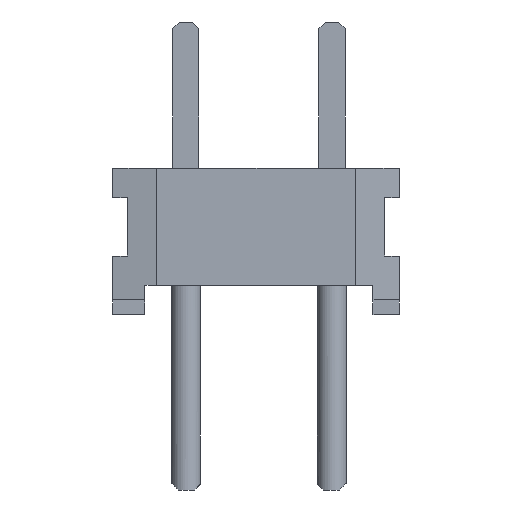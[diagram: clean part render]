
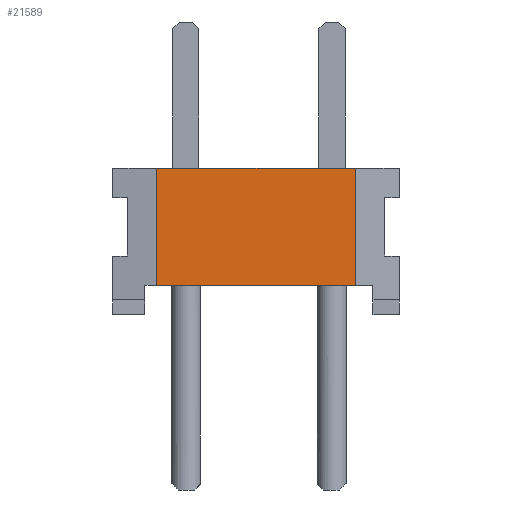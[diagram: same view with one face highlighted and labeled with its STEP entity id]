
A CAD part, left-side view. The second image highlights one B-rep face of the part: STEP entity #21589.
In plain terms, the highlighted planar face has unit normal (-1, 0, 0).
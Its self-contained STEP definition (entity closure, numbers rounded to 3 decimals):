
#21589 = ADVANCED_FACE('',(#21590),#21624,.F.);
#21590 = FACE_BOUND('',#21591,.T.);
#21591 = EDGE_LOOP('',(#21592,#21602,#21610,#21618));
#21592 = ORIENTED_EDGE('',*,*,#21593,.F.);
#21593 = EDGE_CURVE('',#21594,#21596,#21598,.T.);
#21594 = VERTEX_POINT('',#21595);
#21595 = CARTESIAN_POINT('',(-24.13,1.778,2.54));
#21596 = VERTEX_POINT('',#21597);
#21597 = CARTESIAN_POINT('',(-24.13,-1.676,2.54));
#21598 = LINE('',#21599,#21600);
#21599 = CARTESIAN_POINT('',(-24.13,2.54,2.54));
#21600 = VECTOR('',#21601,1.);
#21601 = DIRECTION('',(0.,-1.,0.));
#21602 = ORIENTED_EDGE('',*,*,#21603,.T.);
#21603 = EDGE_CURVE('',#21594,#21604,#21606,.T.);
#21604 = VERTEX_POINT('',#21605);
#21605 = CARTESIAN_POINT('',(-24.13,1.778,0.508));
#21606 = LINE('',#21607,#21608);
#21607 = CARTESIAN_POINT('',(-24.13,1.778,2.54));
#21608 = VECTOR('',#21609,1.);
#21609 = DIRECTION('',(0.,0.,-1.));
#21610 = ORIENTED_EDGE('',*,*,#21611,.T.);
#21611 = EDGE_CURVE('',#21604,#21612,#21614,.T.);
#21612 = VERTEX_POINT('',#21613);
#21613 = CARTESIAN_POINT('',(-24.13,-1.676,0.508));
#21614 = LINE('',#21615,#21616);
#21615 = CARTESIAN_POINT('',(-24.13,1.981,0.508));
#21616 = VECTOR('',#21617,1.);
#21617 = DIRECTION('',(0.,-1.,0.));
#21618 = ORIENTED_EDGE('',*,*,#21619,.T.);
#21619 = EDGE_CURVE('',#21612,#21596,#21620,.T.);
#21620 = LINE('',#21621,#21622);
#21621 = CARTESIAN_POINT('',(-24.13,-1.676,2.54));
#21622 = VECTOR('',#21623,1.);
#21623 = DIRECTION('',(0.,0.,1.));
#21624 = PLANE('',#21625);
#21625 = AXIS2_PLACEMENT_3D('',#21626,#21627,#21628);
#21626 = CARTESIAN_POINT('',(-24.13,2.54,2.54));
#21627 = DIRECTION('',(1.,0.,0.));
#21628 = DIRECTION('',(0.,1.,0.));
